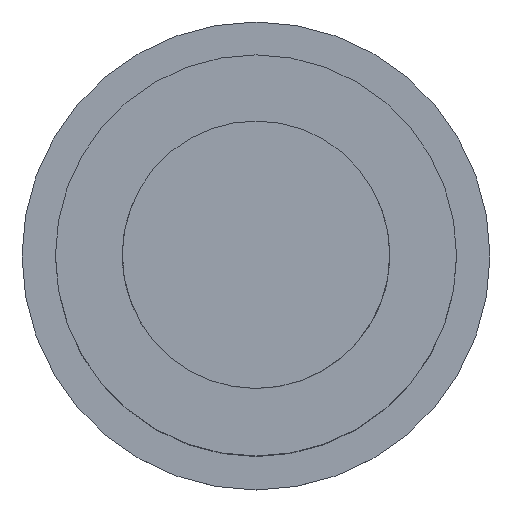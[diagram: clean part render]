
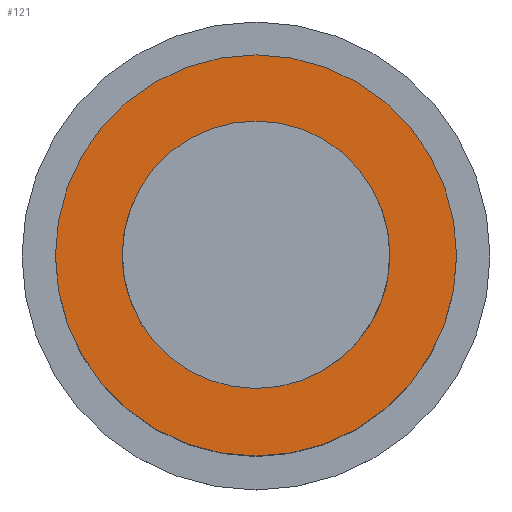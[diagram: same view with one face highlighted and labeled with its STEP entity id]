
A CAD part, top view. The second image highlights one B-rep face of the part: STEP entity #121.
In plain terms, the highlighted face is planar.
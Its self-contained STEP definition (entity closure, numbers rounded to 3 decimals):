
#89=FACE_OUTER_BOUND('',#278,.T.);
#121=ADVANCED_FACE('',(#89),#142,.F.);
#142=PLANE('',#550);
#278=EDGE_LOOP('',(#386));
#386=ORIENTED_EDGE('',*,*,#482,.T.);
#428=VERTEX_POINT('',#810);
#482=EDGE_CURVE('',#428,#428,#502,.T.);
#502=CIRCLE('',#549,45.);
#549=AXIS2_PLACEMENT_3D('',#809,#680,#681);
#550=AXIS2_PLACEMENT_3D('',#811,#682,#683);
#680=DIRECTION('',(0.,0.,-1.));
#681=DIRECTION('',(-1.,0.,0.));
#682=DIRECTION('',(0.,0.,1.));
#683=DIRECTION('',(1.,0.,0.));
#809=CARTESIAN_POINT('',(0.,0.,0.));
#810=CARTESIAN_POINT('',(-45.,0.,0.));
#811=CARTESIAN_POINT('',(0.,-45.,0.));
